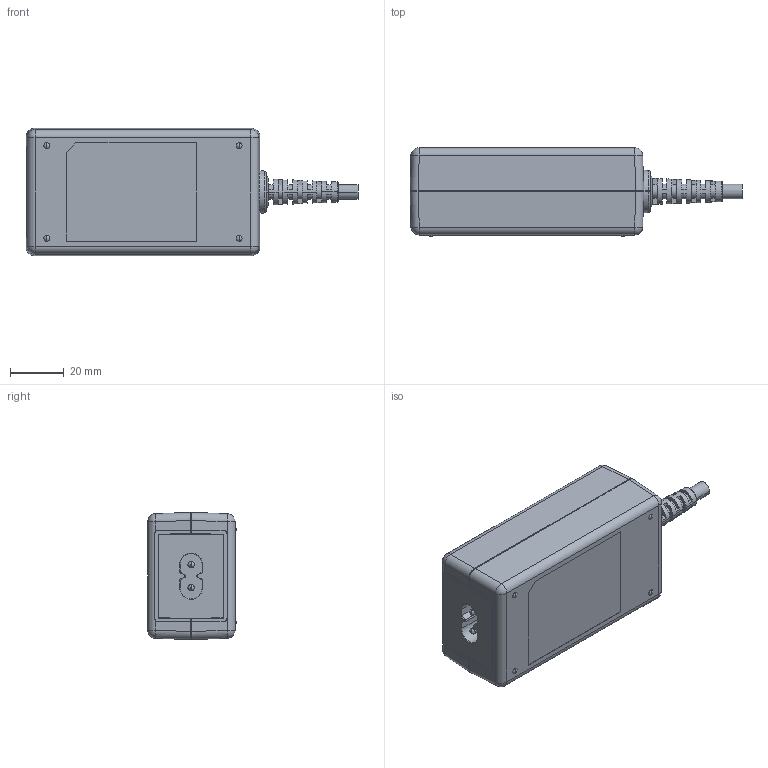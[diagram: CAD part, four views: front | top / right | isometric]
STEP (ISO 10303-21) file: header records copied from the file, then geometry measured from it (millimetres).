
FILE_DESCRIPTION((''),'2;1');
FILE_NAME('GTM96181-WWPD-T2-_ASM','2022-08-18T09:04:48',('Administrator'),(''),'CREO PARAMETRIC BY PTC INC, 2018050','CREO PARAMETRIC BY PTC INC, 2018050','');
FILE_SCHEMA(('AUTOMOTIVE_DESIGN { 1 0 10303 214 1 1 1 1 }'));
Length unit declared in the file: millimetre
Products named in the file (8): BOTTOM; PCB; TOP; SR-00001; HS_1; LED-LENS; INLET_AC_2PIN_450-02290201; GTM96181-WWPD-T2-_ASM
Assembly tree (7 placements, depth 2):
  GTM96181-WWPD-T2-_ASM
    BOTTOM
    PCB
    TOP
    SR-00001
    HS_1
    LED-LENS
    INLET_AC_2PIN_450-02290201
Bounding box: 123.5 x 33 x 47.3 mm (x, y, z)
Volume: 50272.6 mm3; surface area: 49270.2 mm2
Topology: 7 solids, 7 shells, 815 faces, 2196 edges, 1380 vertices
Faces by surface type: plane 439, cylinder 250, cone 45, sphere 40, bspline 25, torus 16
Entity records: 28381 total; most frequent: CARTESIAN_POINT 6821, DIRECTION 4345, ORIENTED_EDGE 4312, EDGE_CURVE 2156, AXIS2_PLACEMENT_3D 1482, VERTEX_POINT 1380, VECTOR 1357, LINE 1357
